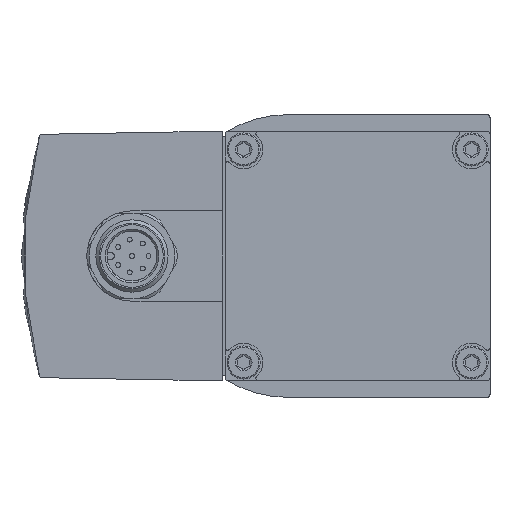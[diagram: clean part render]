
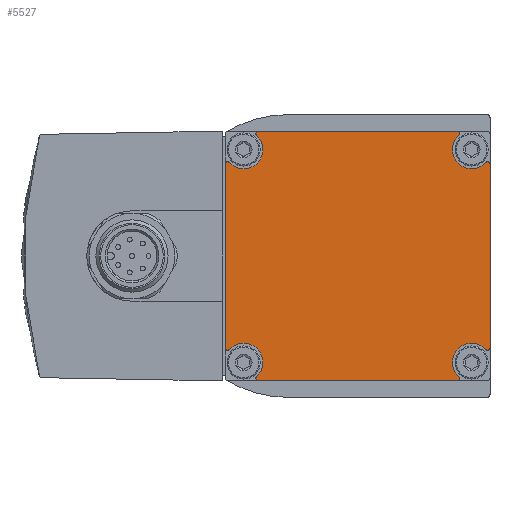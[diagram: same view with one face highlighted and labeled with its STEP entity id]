
A CAD part, left-side view. The second image highlights one B-rep face of the part: STEP entity #5527.
In plain terms, the highlighted planar face has unit normal (-1, 0, 0).
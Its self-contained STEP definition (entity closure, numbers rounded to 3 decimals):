
#24=PLANE('',#5811);
#193=LINE('',#7722,#460);
#194=LINE('',#7731,#461);
#195=LINE('',#7739,#462);
#196=LINE('',#7747,#463);
#460=VECTOR('',#6339,1000.);
#461=VECTOR('',#6346,1000.);
#462=VECTOR('',#6353,1000.);
#463=VECTOR('',#6360,1000.);
#835=CIRCLE('',#5812,0.4);
#836=CIRCLE('',#5813,3.2);
#837=CIRCLE('',#5814,0.4);
#838=CIRCLE('',#5815,0.4);
#839=CIRCLE('',#5816,3.2);
#840=CIRCLE('',#5817,0.4);
#841=CIRCLE('',#5818,0.4);
#842=CIRCLE('',#5819,3.2);
#843=CIRCLE('',#5820,0.4);
#844=CIRCLE('',#5821,0.4);
#845=CIRCLE('',#5822,3.2);
#846=CIRCLE('',#5823,0.4);
#1079=ORIENTED_EDGE('',*,*,#2156,.F.);
#1080=ORIENTED_EDGE('',*,*,#2157,.F.);
#1081=ORIENTED_EDGE('',*,*,#2158,.T.);
#1082=ORIENTED_EDGE('',*,*,#2159,.F.);
#1083=ORIENTED_EDGE('',*,*,#2160,.F.);
#1084=ORIENTED_EDGE('',*,*,#2161,.F.);
#1085=ORIENTED_EDGE('',*,*,#2162,.T.);
#1086=ORIENTED_EDGE('',*,*,#2163,.F.);
#1087=ORIENTED_EDGE('',*,*,#2164,.F.);
#1088=ORIENTED_EDGE('',*,*,#2165,.F.);
#1089=ORIENTED_EDGE('',*,*,#2166,.T.);
#1090=ORIENTED_EDGE('',*,*,#2167,.F.);
#1091=ORIENTED_EDGE('',*,*,#2168,.F.);
#1092=ORIENTED_EDGE('',*,*,#2169,.F.);
#1093=ORIENTED_EDGE('',*,*,#2170,.T.);
#1094=ORIENTED_EDGE('',*,*,#2171,.F.);
#2156=EDGE_CURVE('',#2679,#2680,#193,.T.);
#2157=EDGE_CURVE('',#2681,#2679,#835,.T.);
#2158=EDGE_CURVE('',#2681,#2682,#836,.T.);
#2159=EDGE_CURVE('',#2683,#2682,#837,.T.);
#2160=EDGE_CURVE('',#2684,#2683,#194,.T.);
#2161=EDGE_CURVE('',#2685,#2684,#838,.T.);
#2162=EDGE_CURVE('',#2685,#2686,#839,.T.);
#2163=EDGE_CURVE('',#2687,#2686,#840,.T.);
#2164=EDGE_CURVE('',#2688,#2687,#195,.T.);
#2165=EDGE_CURVE('',#2689,#2688,#841,.T.);
#2166=EDGE_CURVE('',#2689,#2690,#842,.T.);
#2167=EDGE_CURVE('',#2691,#2690,#843,.T.);
#2168=EDGE_CURVE('',#2692,#2691,#196,.T.);
#2169=EDGE_CURVE('',#2693,#2692,#844,.T.);
#2170=EDGE_CURVE('',#2693,#2694,#845,.T.);
#2171=EDGE_CURVE('',#2680,#2694,#846,.T.);
#2679=VERTEX_POINT('',#7723);
#2680=VERTEX_POINT('',#7724);
#2681=VERTEX_POINT('',#7726);
#2682=VERTEX_POINT('',#7728);
#2683=VERTEX_POINT('',#7730);
#2684=VERTEX_POINT('',#7732);
#2685=VERTEX_POINT('',#7734);
#2686=VERTEX_POINT('',#7736);
#2687=VERTEX_POINT('',#7738);
#2688=VERTEX_POINT('',#7740);
#2689=VERTEX_POINT('',#7742);
#2690=VERTEX_POINT('',#7744);
#2691=VERTEX_POINT('',#7746);
#2692=VERTEX_POINT('',#7748);
#2693=VERTEX_POINT('',#7750);
#2694=VERTEX_POINT('',#7752);
#3085=EDGE_LOOP('',(#1079,#1080,#1081,#1082,#1083,#1084,#1085,#1086,#1087,
#1088,#1089,#1090,#1091,#1092,#1093,#1094));
#3418=FACE_BOUND('',#3085,.T.);
#5527=ADVANCED_FACE('',(#3418),#24,.F.);
#5811=AXIS2_PLACEMENT_3D('',#7721,#6337,#6338);
#5812=AXIS2_PLACEMENT_3D('',#7725,#6340,#6341);
#5813=AXIS2_PLACEMENT_3D('',#7727,#6342,#6343);
#5814=AXIS2_PLACEMENT_3D('',#7729,#6344,#6345);
#5815=AXIS2_PLACEMENT_3D('',#7733,#6347,#6348);
#5816=AXIS2_PLACEMENT_3D('',#7735,#6349,#6350);
#5817=AXIS2_PLACEMENT_3D('',#7737,#6351,#6352);
#5818=AXIS2_PLACEMENT_3D('',#7741,#6354,#6355);
#5819=AXIS2_PLACEMENT_3D('',#7743,#6356,#6357);
#5820=AXIS2_PLACEMENT_3D('',#7745,#6358,#6359);
#5821=AXIS2_PLACEMENT_3D('',#7749,#6361,#6362);
#5822=AXIS2_PLACEMENT_3D('',#7751,#6363,#6364);
#5823=AXIS2_PLACEMENT_3D('',#7753,#6365,#6366);
#6337=DIRECTION('',(1.,0.,0.));
#6338=DIRECTION('',(0.,0.,-1.));
#6339=DIRECTION('',(0.,0.,1.));
#6340=DIRECTION('',(1.,0.,0.));
#6341=DIRECTION('',(0.,0.,-1.));
#6342=DIRECTION('',(1.,0.,0.));
#6343=DIRECTION('',(0.,0.,-1.));
#6344=DIRECTION('',(1.,0.,0.));
#6345=DIRECTION('',(0.,0.,-1.));
#6346=DIRECTION('',(0.,1.,0.));
#6347=DIRECTION('',(1.,0.,0.));
#6348=DIRECTION('',(0.,0.,-1.));
#6349=DIRECTION('',(1.,0.,0.));
#6350=DIRECTION('',(0.,0.,-1.));
#6351=DIRECTION('',(1.,0.,0.));
#6352=DIRECTION('',(0.,0.,-1.));
#6353=DIRECTION('',(0.,0.,-1.));
#6354=DIRECTION('',(1.,0.,0.));
#6355=DIRECTION('',(0.,0.,-1.));
#6356=DIRECTION('',(1.,0.,0.));
#6357=DIRECTION('',(0.,0.,-1.));
#6358=DIRECTION('',(1.,0.,0.));
#6359=DIRECTION('',(0.,0.,-1.));
#6360=DIRECTION('',(0.,-1.,0.));
#6361=DIRECTION('',(1.,0.,0.));
#6362=DIRECTION('',(0.,0.,-1.));
#6363=DIRECTION('',(1.,0.,0.));
#6364=DIRECTION('',(0.,0.,-1.));
#6365=DIRECTION('',(1.,0.,0.));
#6366=DIRECTION('',(0.,0.,-1.));
#7721=CARTESIAN_POINT('',(-110.4,43.5,20.25));
#7722=CARTESIAN_POINT('',(-110.4,44.,-20.25));
#7723=CARTESIAN_POINT('',(-110.4,44.,-15.263));
#7724=CARTESIAN_POINT('',(-110.4,44.,15.263));
#7725=CARTESIAN_POINT('',(-110.4,43.6,-15.263));
#7726=CARTESIAN_POINT('',(-110.4,43.306,-15.534));
#7727=CARTESIAN_POINT('',(-110.4,40.95,-17.7));
#7728=CARTESIAN_POINT('',(-110.4,38.784,-20.056));
#7729=CARTESIAN_POINT('',(-110.4,38.513,-20.35));
#7730=CARTESIAN_POINT('',(-110.4,38.513,-20.75));
#7731=CARTESIAN_POINT('',(-110.4,0.5,-20.75));
#7732=CARTESIAN_POINT('',(-110.4,5.487,-20.75));
#7733=CARTESIAN_POINT('',(-110.4,5.487,-20.35));
#7734=CARTESIAN_POINT('',(-110.4,5.216,-20.056));
#7735=CARTESIAN_POINT('',(-110.4,3.05,-17.7));
#7736=CARTESIAN_POINT('',(-110.4,0.694,-15.534));
#7737=CARTESIAN_POINT('',(-110.4,0.4,-15.263));
#7738=CARTESIAN_POINT('',(-110.4,0.,-15.263));
#7739=CARTESIAN_POINT('',(-110.4,0.,20.25));
#7740=CARTESIAN_POINT('',(-110.4,0.,15.263));
#7741=CARTESIAN_POINT('',(-110.4,0.4,15.263));
#7742=CARTESIAN_POINT('',(-110.4,0.694,15.534));
#7743=CARTESIAN_POINT('',(-110.4,3.05,17.7));
#7744=CARTESIAN_POINT('',(-110.4,5.216,20.056));
#7745=CARTESIAN_POINT('',(-110.4,5.487,20.35));
#7746=CARTESIAN_POINT('',(-110.4,5.487,20.75));
#7747=CARTESIAN_POINT('',(-110.4,43.5,20.75));
#7748=CARTESIAN_POINT('',(-110.4,38.513,20.75));
#7749=CARTESIAN_POINT('',(-110.4,38.513,20.35));
#7750=CARTESIAN_POINT('',(-110.4,38.784,20.056));
#7751=CARTESIAN_POINT('',(-110.4,40.95,17.7));
#7752=CARTESIAN_POINT('',(-110.4,43.306,15.534));
#7753=CARTESIAN_POINT('',(-110.4,43.6,15.263));
